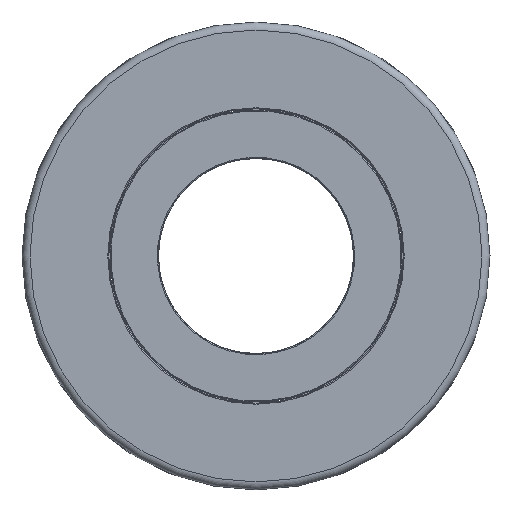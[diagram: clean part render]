
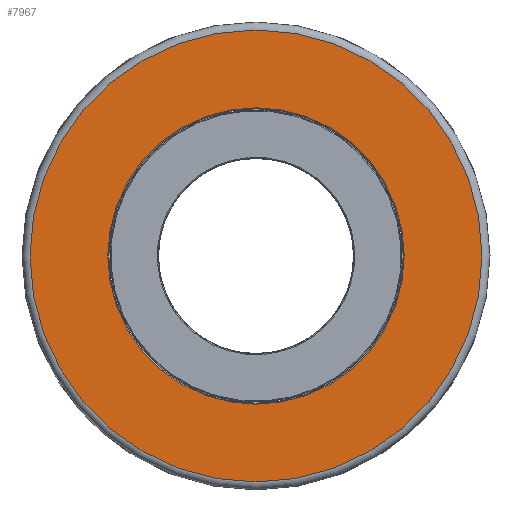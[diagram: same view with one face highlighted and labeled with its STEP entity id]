
A CAD part, left-side view. The second image highlights one B-rep face of the part: STEP entity #7967.
In plain terms, the highlighted planar face has unit normal (-1, 0, 0).
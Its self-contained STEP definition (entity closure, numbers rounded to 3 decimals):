
#205=PLANE('',#9370);
#232=FACE_BOUND('',#850,.T.);
#540=FACE_OUTER_BOUND('',#849,.T.);
#849=EDGE_LOOP('',(#7202,#7203));
#850=EDGE_LOOP('',(#7204));
#1979=CIRCLE('',#9369,76.);
#1980=CIRCLE('',#9371,115.887);
#1981=CIRCLE('',#9372,115.887);
#3246=VERTEX_POINT('',#14852);
#3247=VERTEX_POINT('',#14856);
#3248=VERTEX_POINT('',#14857);
#4564=EDGE_CURVE('',#3246,#3246,#1979,.T.);
#4566=EDGE_CURVE('',#3247,#3248,#1980,.T.);
#4567=EDGE_CURVE('',#3248,#3247,#1981,.T.);
#7202=ORIENTED_EDGE('',*,*,#4566,.F.);
#7203=ORIENTED_EDGE('',*,*,#4567,.F.);
#7204=ORIENTED_EDGE('',*,*,#4564,.F.);
#7967=ADVANCED_FACE('',(#540,#232),#205,.T.);
#9369=AXIS2_PLACEMENT_3D('',#14853,#12349,#12350);
#9370=AXIS2_PLACEMENT_3D('',#14855,#12352,#12353);
#9371=AXIS2_PLACEMENT_3D('',#14858,#12354,#12355);
#9372=AXIS2_PLACEMENT_3D('',#14859,#12356,#12357);
#12349=DIRECTION('center_axis',(-1.,0.,0.));
#12350=DIRECTION('ref_axis',(0.,-1.,0.));
#12352=DIRECTION('center_axis',(-1.,0.,0.));
#12353=DIRECTION('ref_axis',(0.,0.,1.));
#12354=DIRECTION('center_axis',(1.,0.,0.));
#12355=DIRECTION('ref_axis',(0.,-1.,0.));
#12356=DIRECTION('center_axis',(1.,0.,0.));
#12357=DIRECTION('ref_axis',(0.,-1.,0.));
#14852=CARTESIAN_POINT('',(-51.5,76.,0.));
#14853=CARTESIAN_POINT('Origin',(-51.5,0.,0.));
#14855=CARTESIAN_POINT('Origin',(-51.5,119.867,0.));
#14856=CARTESIAN_POINT('',(-51.5,115.887,0.));
#14857=CARTESIAN_POINT('',(-51.5,0.,115.887));
#14858=CARTESIAN_POINT('Origin',(-51.5,0.,0.));
#14859=CARTESIAN_POINT('Origin',(-51.5,0.,0.));
